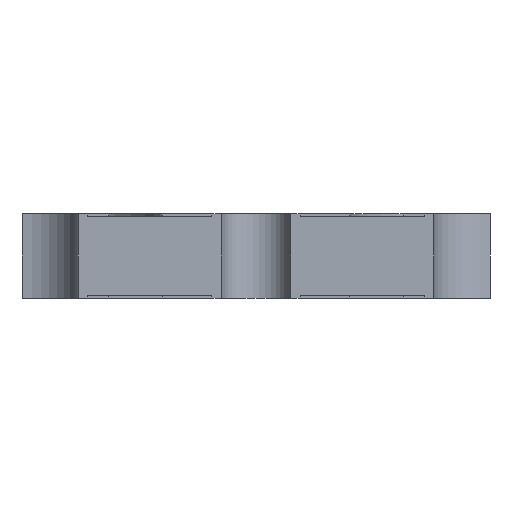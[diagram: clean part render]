
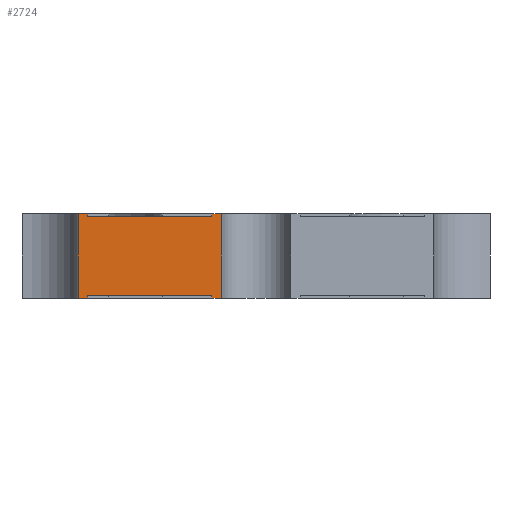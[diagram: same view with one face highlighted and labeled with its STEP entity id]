
A CAD part, left-side view. The second image highlights one B-rep face of the part: STEP entity #2724.
In plain terms, the highlighted planar face has unit normal (-1, 0, 0).
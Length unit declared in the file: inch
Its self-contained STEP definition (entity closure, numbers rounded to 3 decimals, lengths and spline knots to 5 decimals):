
#574 = VECTOR ( 'NONE', #12214, 39.37008 ) ;
#2244 = ORIENTED_EDGE ( 'NONE', *, *, #11854, .T. ) ;
#2517 = CARTESIAN_POINT ( 'NONE',  ( -0.2658, 0.13177, 0.063 ) ) ;
#2552 = CARTESIAN_POINT ( 'NONE',  ( -0.2658, 0.0317, 0.061 ) ) ;
#2724 = ADVANCED_FACE ( 'NONE', ( #18409 ), #20606, .F. ) ;
#2730 = VERTEX_POINT ( 'NONE', #30264 ) ;
#3800 = VERTEX_POINT ( 'NONE', #12789 ) ;
#3835 = EDGE_CURVE ( 'NONE', #2730, #30552, #12946, .T. ) ;
#3931 = VECTOR ( 'NONE', #18826, 39.37008 ) ;
#4041 = CARTESIAN_POINT ( 'NONE',  ( -0.2658, 0.0317, 0. ) ) ;
#5085 = VECTOR ( 'NONE', #22343, 39.37008 ) ;
#5472 = LINE ( 'NONE', #10451, #9574 ) ;
#5723 = DIRECTION ( 'NONE',  ( 0., 1., 0. ) ) ;
#5780 = ORIENTED_EDGE ( 'NONE', *, *, #15497, .T. ) ;
#5835 = VERTEX_POINT ( 'NONE', #6182 ) ;
#5919 = DIRECTION ( 'NONE',  ( 0., 0., -1. ) ) ;
#5943 = CARTESIAN_POINT ( 'NONE',  ( -0.2658, -0.0013, 0.063 ) ) ;
#6182 = CARTESIAN_POINT ( 'NONE',  ( -0.2658, 0.1247, 0. ) ) ;
#6989 = EDGE_LOOP ( 'NONE', ( #9404, #26827, #30490, #9409, #12411, #21710, #26232, #13654, #2244, #5780, #15946, #11251 ) ) ;
#7194 = DIRECTION ( 'NONE',  ( 0., -1., 0. ) ) ;
#8142 = LINE ( 'NONE', #5943, #13636 ) ;
#8618 = EDGE_CURVE ( 'NONE', #24728, #27658, #29834, .T. ) ;
#9326 = LINE ( 'NONE', #30434, #16717 ) ;
#9343 = VECTOR ( 'NONE', #7194, 39.37008 ) ;
#9404 = ORIENTED_EDGE ( 'NONE', *, *, #20335, .F. ) ;
#9409 = ORIENTED_EDGE ( 'NONE', *, *, #8618, .T. ) ;
#9574 = VECTOR ( 'NONE', #14993, 39.37008 ) ;
#9687 = CARTESIAN_POINT ( 'NONE',  ( -0.2658, 0.1247, 0.063 ) ) ;
#10306 = VECTOR ( 'NONE', #5919, 39.37008 ) ;
#10451 = CARTESIAN_POINT ( 'NONE',  ( -0.2658, 0.0317, 0.002 ) ) ;
#10539 = VECTOR ( 'NONE', #22930, 39.37008 ) ;
#10630 = CARTESIAN_POINT ( 'NONE',  ( -0.2658, -0.0013, 0.063 ) ) ;
#10740 = LINE ( 'NONE', #18388, #10539 ) ;
#11066 = DIRECTION ( 'NONE',  ( 0., 0., -1. ) ) ;
#11251 = ORIENTED_EDGE ( 'NONE', *, *, #18676, .T. ) ;
#11517 = CARTESIAN_POINT ( 'NONE',  ( -0.2658, 0.1247, 0.002 ) ) ;
#11854 = EDGE_CURVE ( 'NONE', #3800, #20188, #23672, .T. ) ;
#12100 = VECTOR ( 'NONE', #5723, 39.37008 ) ;
#12214 = DIRECTION ( 'NONE',  ( 0., 0., 1. ) ) ;
#12411 = ORIENTED_EDGE ( 'NONE', *, *, #26155, .T. ) ;
#12789 = CARTESIAN_POINT ( 'NONE',  ( -0.2658, 0.0317, 0.002 ) ) ;
#12946 = LINE ( 'NONE', #27326, #10306 ) ;
#13247 = CARTESIAN_POINT ( 'NONE',  ( -0.2658, 0.02458, 0.002 ) ) ;
#13250 = LINE ( 'NONE', #24989, #5085 ) ;
#13636 = VECTOR ( 'NONE', #15476, 39.37008 ) ;
#13654 = ORIENTED_EDGE ( 'NONE', *, *, #15539, .T. ) ;
#13815 = CARTESIAN_POINT ( 'NONE',  ( -0.2658, 0.0317, 0.002 ) ) ;
#14376 = CARTESIAN_POINT ( 'NONE',  ( -0.2658, 0.02458, 0. ) ) ;
#14537 = VERTEX_POINT ( 'NONE', #11517 ) ;
#14568 = LINE ( 'NONE', #24107, #574 ) ;
#14993 = DIRECTION ( 'NONE',  ( 0., -1., 0. ) ) ;
#15049 = EDGE_CURVE ( 'NONE', #27654, #24728, #14568, .T. ) ;
#15095 = LINE ( 'NONE', #28837, #12100 ) ;
#15476 = DIRECTION ( 'NONE',  ( 0., 1., 0. ) ) ;
#15497 = EDGE_CURVE ( 'NONE', #20188, #30552, #13250, .T. ) ;
#15539 = EDGE_CURVE ( 'NONE', #14537, #3800, #5472, .T. ) ;
#15750 = DIRECTION ( 'NONE',  ( 1., 0., 0. ) ) ;
#15946 = ORIENTED_EDGE ( 'NONE', *, *, #3835, .F. ) ;
#16262 = EDGE_CURVE ( 'NONE', #14537, #5835, #10740, .T. ) ;
#16717 = VECTOR ( 'NONE', #28555, 39.37008 ) ;
#17554 = LINE ( 'NONE', #19899, #20996 ) ;
#17745 = CARTESIAN_POINT ( 'NONE',  ( -0.2658, 0.02458, 0. ) ) ;
#17799 = EDGE_CURVE ( 'NONE', #29609, #27654, #15095, .T. ) ;
#18388 = CARTESIAN_POINT ( 'NONE',  ( -0.2658, 0.1247, 0.002 ) ) ;
#18409 = FACE_OUTER_BOUND ( 'NONE', #6989, .T. ) ;
#18676 = EDGE_CURVE ( 'NONE', #2730, #18771, #8142, .T. ) ;
#18771 = VERTEX_POINT ( 'NONE', #20936 ) ;
#18800 = VERTEX_POINT ( 'NONE', #23280 ) ;
#18826 = DIRECTION ( 'NONE',  ( 0., 0., -1. ) ) ;
#19899 = CARTESIAN_POINT ( 'NONE',  ( -0.2658, 0.13177, 0.002 ) ) ;
#20055 = DIRECTION ( 'NONE',  ( 0., 0., -1. ) ) ;
#20188 = VERTEX_POINT ( 'NONE', #4041 ) ;
#20335 = EDGE_CURVE ( 'NONE', #29609, #18771, #9326, .T. ) ;
#20476 = DIRECTION ( 'NONE',  ( 0., 1., 0. ) ) ;
#20606 = PLANE ( 'NONE',  #26805 ) ;
#20936 = CARTESIAN_POINT ( 'NONE',  ( -0.2658, 0.0317, 0.063 ) ) ;
#20996 = VECTOR ( 'NONE', #20055, 39.37008 ) ;
#21144 = EDGE_CURVE ( 'NONE', #18800, #5835, #24078, .T. ) ;
#21710 = ORIENTED_EDGE ( 'NONE', *, *, #21144, .T. ) ;
#21772 = VECTOR ( 'NONE', #20476, 39.37008 ) ;
#22343 = DIRECTION ( 'NONE',  ( 0., -1., 0. ) ) ;
#22930 = DIRECTION ( 'NONE',  ( 0., 0., -1. ) ) ;
#23280 = CARTESIAN_POINT ( 'NONE',  ( -0.2658, 0.13177, 0. ) ) ;
#23672 = LINE ( 'NONE', #13815, #3931 ) ;
#24078 = LINE ( 'NONE', #14376, #9343 ) ;
#24107 = CARTESIAN_POINT ( 'NONE',  ( -0.2658, 0.1247, 0.061 ) ) ;
#24728 = VERTEX_POINT ( 'NONE', #9687 ) ;
#24989 = CARTESIAN_POINT ( 'NONE',  ( -0.2658, 0.02458, 0. ) ) ;
#26155 = EDGE_CURVE ( 'NONE', #27658, #18800, #17554, .T. ) ;
#26232 = ORIENTED_EDGE ( 'NONE', *, *, #16262, .F. ) ;
#26805 = AXIS2_PLACEMENT_3D ( 'NONE', #13247, #15750, #11066 ) ;
#26827 = ORIENTED_EDGE ( 'NONE', *, *, #17799, .T. ) ;
#27326 = CARTESIAN_POINT ( 'NONE',  ( -0.2658, 0.02458, 0.002 ) ) ;
#27654 = VERTEX_POINT ( 'NONE', #28605 ) ;
#27658 = VERTEX_POINT ( 'NONE', #2517 ) ;
#28555 = DIRECTION ( 'NONE',  ( 0., 0., 1. ) ) ;
#28605 = CARTESIAN_POINT ( 'NONE',  ( -0.2658, 0.1247, 0.061 ) ) ;
#28837 = CARTESIAN_POINT ( 'NONE',  ( -0.2658, -0.0013, 0.061 ) ) ;
#29609 = VERTEX_POINT ( 'NONE', #2552 ) ;
#29834 = LINE ( 'NONE', #10630, #21772 ) ;
#30264 = CARTESIAN_POINT ( 'NONE',  ( -0.2658, 0.02458, 0.063 ) ) ;
#30434 = CARTESIAN_POINT ( 'NONE',  ( -0.2658, 0.0317, 0.061 ) ) ;
#30490 = ORIENTED_EDGE ( 'NONE', *, *, #15049, .T. ) ;
#30552 = VERTEX_POINT ( 'NONE', #17745 ) ;
